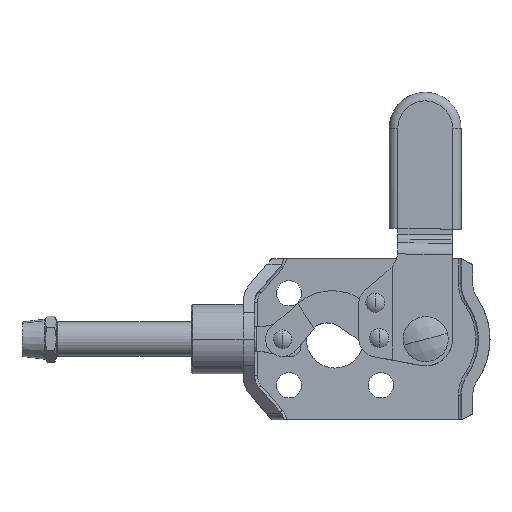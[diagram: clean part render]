
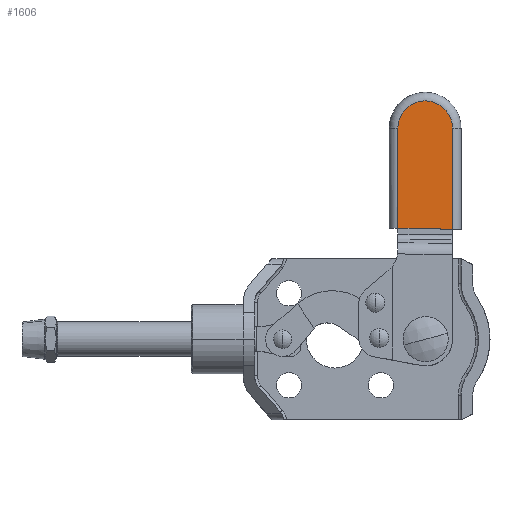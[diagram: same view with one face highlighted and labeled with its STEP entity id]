
A CAD part, top view. The second image highlights one B-rep face of the part: STEP entity #1606.
In plain terms, the highlighted planar face has unit normal (0, 0, 1).
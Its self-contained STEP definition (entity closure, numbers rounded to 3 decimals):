
#149 = EDGE_CURVE ( 'NONE', #6369, #4462, #6820, .T. ) ;
#351 = VECTOR ( 'NONE', #3809, 1000. ) ;
#485 = CARTESIAN_POINT ( 'NONE',  ( -16.04, 19.32, 12.95 ) ) ;
#748 = CIRCLE ( 'NONE', #4773, 4.75 ) ;
#764 = PLANE ( 'NONE',  #6293 ) ;
#792 = CARTESIAN_POINT ( 'NONE',  ( -11.29, 36.75, 12.95 ) ) ;
#821 = DIRECTION ( 'NONE',  ( 0., 0., 1. ) ) ;
#883 = DIRECTION ( 'NONE',  ( 1., -0.017, 0. ) ) ;
#998 = FACE_OUTER_BOUND ( 'NONE', #4346, .T. ) ;
#1073 = EDGE_CURVE ( 'NONE', #4462, #6113, #6878, .T. ) ;
#1253 = ORIENTED_EDGE ( 'NONE', *, *, #1073, .T. ) ;
#1498 = CARTESIAN_POINT ( 'NONE',  ( -6.54, 36.75, 12.95 ) ) ;
#1606 = ADVANCED_FACE ( 'NONE', ( #998 ), #764, .T. ) ;
#1968 = DIRECTION ( 'NONE',  ( 1., -0.017, 0. ) ) ;
#2168 = CARTESIAN_POINT ( 'NONE',  ( -11.29, 36.75, 12.95 ) ) ;
#2200 = ORIENTED_EDGE ( 'NONE', *, *, #149, .T. ) ;
#2853 = DIRECTION ( 'NONE',  ( 1., -0.017, 0. ) ) ;
#3809 = DIRECTION ( 'NONE',  ( 0., -1., 0. ) ) ;
#3837 = ORIENTED_EDGE ( 'NONE', *, *, #5216, .T. ) ;
#4346 = EDGE_LOOP ( 'NONE', ( #2200, #1253, #8575, #3837 ) ) ;
#4462 = VERTEX_POINT ( 'NONE', #8502 ) ;
#4490 = LINE ( 'NONE', #8661, #351 ) ;
#4773 = AXIS2_PLACEMENT_3D ( 'NONE', #2168, #7040, #2853 ) ;
#5033 = VECTOR ( 'NONE', #7902, 1000. ) ;
#5216 = EDGE_CURVE ( 'NONE', #7666, #6369, #4490, .T. ) ;
#6113 = VERTEX_POINT ( 'NONE', #1498 ) ;
#6293 = AXIS2_PLACEMENT_3D ( 'NONE', #792, #821, #883 ) ;
#6369 = VERTEX_POINT ( 'NONE', #485 ) ;
#6607 = VECTOR ( 'NONE', #1968, 1000. ) ;
#6820 = LINE ( 'NONE', #8853, #6607 ) ;
#6878 = LINE ( 'NONE', #8143, #5033 ) ;
#7040 = DIRECTION ( 'NONE',  ( 0., 0., 1. ) ) ;
#7666 = VERTEX_POINT ( 'NONE', #8875 ) ;
#7897 = EDGE_CURVE ( 'NONE', #6113, #7666, #748, .T. ) ;
#7902 = DIRECTION ( 'NONE',  ( 0., 1., 0. ) ) ;
#8143 = CARTESIAN_POINT ( 'NONE',  ( -6.54, 36.75, 12.95 ) ) ;
#8502 = CARTESIAN_POINT ( 'NONE',  ( -6.54, 19.154, 12.95 ) ) ;
#8575 = ORIENTED_EDGE ( 'NONE', *, *, #7897, .T. ) ;
#8661 = CARTESIAN_POINT ( 'NONE',  ( -16.04, 19.346, 12.95 ) ) ;
#8853 = CARTESIAN_POINT ( 'NONE',  ( -17.54, 19.346, 12.95 ) ) ;
#8875 = CARTESIAN_POINT ( 'NONE',  ( -16.04, 36.749, 12.95 ) ) ;
